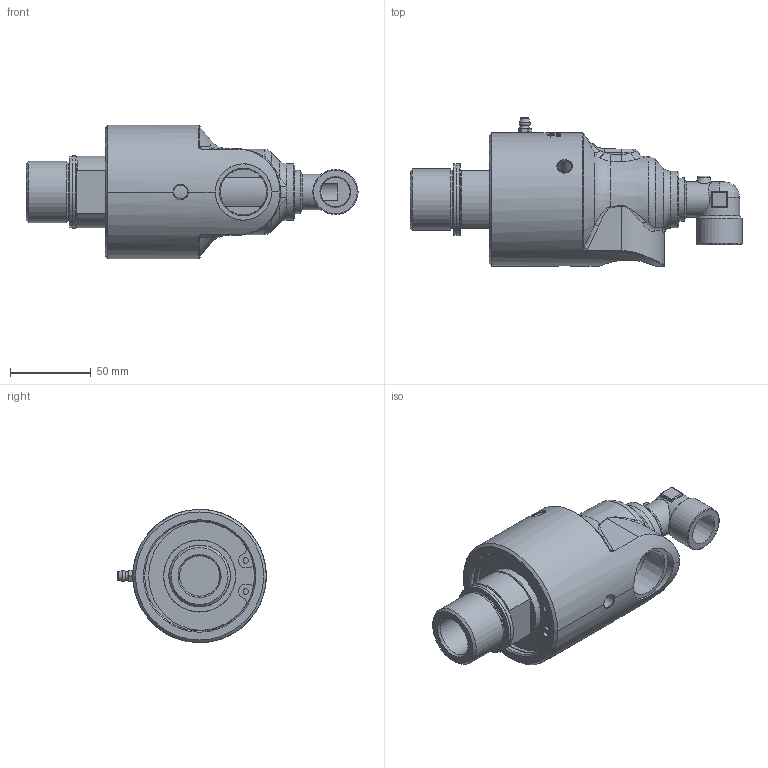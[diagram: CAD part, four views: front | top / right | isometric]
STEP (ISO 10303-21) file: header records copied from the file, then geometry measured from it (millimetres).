
FILE_DESCRIPTION(/* description */ (''),/* implementation_level */ '2;1');
FILE_NAME(/* name */ '357-000-019083-IC.stp',/* time_stamp */ '2020-05-18T09:17:38-05:00',/* author */ ('Moorera'),/* organization */ (''),/* preprocessor_version */ 'ST-DEVELOPER v18.1',/* originating_system */ 'Autodesk Inventor 2020',/* authorisation */ '');
FILE_SCHEMA (('AUTOMOTIVE_DESIGN { 1 0 10303 214 3 1 1 }'));
Length unit declared in the file: millimetre
Products named in the file (1): 357-000-019083-IC
Bounding box: 205.74 x 92.01 x 82.6 mm (x, y, z)
Volume: 500249.6 mm3; surface area: 60446.3 mm2
Topology: 1 solids, 2 shells, 557 faces, 1473 edges, 973 vertices
Faces by surface type: bspline 266, plane 136, cylinder 95, cone 45, torus 12, sphere 3
Full cylindrical faces by diameter (mm): 2.005 x1, 3.444 x2, 3.5 x1, 5.359 x1, 8.6 x3, 14.5 x1, 17.4 x1, 18.25 x1, 22 x1, 25 x1, 28 x1, 28.575 x1, 34.9 x1, 38.052 x1, 38.25 x1, 44.5 x1, 44.65 x2, 68.1 x1
Entity records: 29315 total; most frequent: CARTESIAN_POINT 16589, ORIENTED_EDGE 2940, DIRECTION 1996, EDGE_CURVE 1470, VERTEX_POINT 973, AXIS2_PLACEMENT_3D 765, EDGE_LOOP 615, FACE_OUTER_BOUND 557
